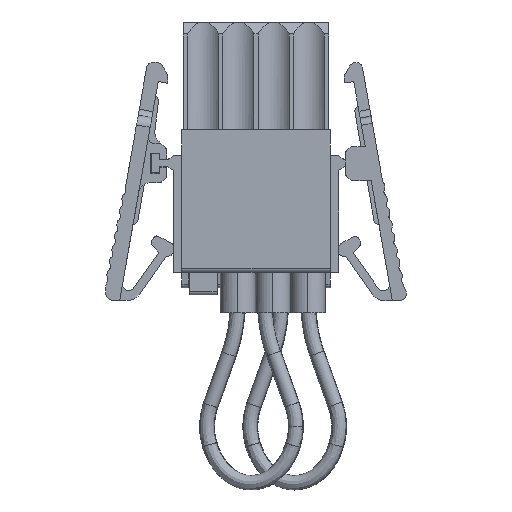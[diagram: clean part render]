
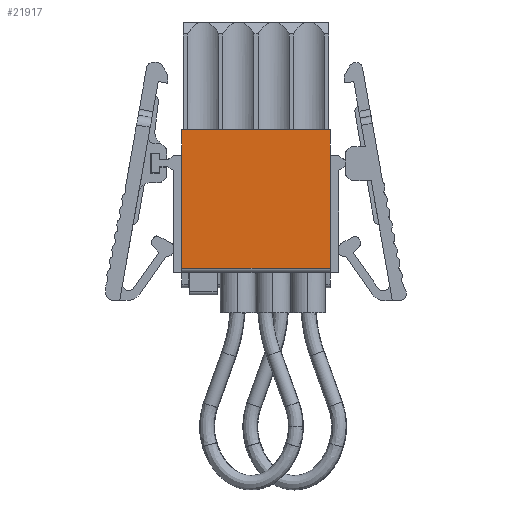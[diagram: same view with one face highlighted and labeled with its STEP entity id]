
A CAD part, front view. The second image highlights one B-rep face of the part: STEP entity #21917.
In plain terms, the highlighted planar face has unit normal (0, -1, 0).
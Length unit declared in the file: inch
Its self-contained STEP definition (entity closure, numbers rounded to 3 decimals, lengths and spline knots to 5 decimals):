
#576 = DIRECTION ( 'NONE',  ( 0., 0., -1. ) ) ;
#747 = AXIS2_PLACEMENT_3D ( 'NONE', #23434, #25801, #962 ) ;
#962 = DIRECTION ( 'NONE',  ( 0., 0., 1. ) ) ;
#1919 = FACE_OUTER_BOUND ( 'NONE', #20757, .T. ) ;
#2365 = DIRECTION ( 'NONE',  ( -1., 0., 0. ) ) ;
#2387 = EDGE_CURVE ( 'NONE', #6191, #19416, #20591, .T. ) ;
#3324 = ORIENTED_EDGE ( 'NONE', *, *, #2387, .T. ) ;
#5613 = PLANE ( 'NONE',  #747 ) ;
#6191 = VERTEX_POINT ( 'NONE', #22143 ) ;
#7244 = CARTESIAN_POINT ( 'NONE',  ( 0., -0.48244, -0.19685 ) ) ;
#8672 = ORIENTED_EDGE ( 'NONE', *, *, #11682, .F. ) ;
#8855 = LINE ( 'NONE', #19586, #11707 ) ;
#9236 = EDGE_CURVE ( 'NONE', #6191, #18364, #8855, .T. ) ;
#9710 = VERTEX_POINT ( 'NONE', #27802 ) ;
#10149 = LINE ( 'NONE', #7244, #23681 ) ;
#10984 = CARTESIAN_POINT ( 'NONE',  ( 0.21102, -0.48244, 0. ) ) ;
#11682 = EDGE_CURVE ( 'NONE', #9710, #19416, #10149, .T. ) ;
#11707 = VECTOR ( 'NONE', #15377, 39.37008 ) ;
#11902 = LINE ( 'NONE', #10984, #14728 ) ;
#13260 = DIRECTION ( 'NONE',  ( 0., 0., -1. ) ) ;
#14728 = VECTOR ( 'NONE', #13260, 39.37008 ) ;
#15377 = DIRECTION ( 'NONE',  ( 1., 0., 0. ) ) ;
#18364 = VERTEX_POINT ( 'NONE', #19434 ) ;
#18540 = ORIENTED_EDGE ( 'NONE', *, *, #9236, .F. ) ;
#19416 = VERTEX_POINT ( 'NONE', #28866 ) ;
#19434 = CARTESIAN_POINT ( 'NONE',  ( 0.21102, -0.48244, 0.19685 ) ) ;
#19586 = CARTESIAN_POINT ( 'NONE',  ( 0., -0.48244, 0.19685 ) ) ;
#20591 = LINE ( 'NONE', #23262, #29084 ) ;
#20750 = ORIENTED_EDGE ( 'NONE', *, *, #21557, .F. ) ;
#20757 = EDGE_LOOP ( 'NONE', ( #20750, #18540, #3324, #8672 ) ) ;
#21557 = EDGE_CURVE ( 'NONE', #18364, #9710, #11902, .T. ) ;
#21917 = ADVANCED_FACE ( 'NONE', ( #1919 ), #5613, .F. ) ;
#22143 = CARTESIAN_POINT ( 'NONE',  ( -0.21102, -0.48244, 0.19685 ) ) ;
#23262 = CARTESIAN_POINT ( 'NONE',  ( -0.21102, -0.48244, -0.02756 ) ) ;
#23434 = CARTESIAN_POINT ( 'NONE',  ( 0., -0.48244, 0. ) ) ;
#23681 = VECTOR ( 'NONE', #2365, 39.37008 ) ;
#25801 = DIRECTION ( 'NONE',  ( 0., 1., 0. ) ) ;
#27802 = CARTESIAN_POINT ( 'NONE',  ( 0.21102, -0.48244, -0.19685 ) ) ;
#28866 = CARTESIAN_POINT ( 'NONE',  ( -0.21102, -0.48244, -0.19685 ) ) ;
#29084 = VECTOR ( 'NONE', #576, 39.37008 ) ;
